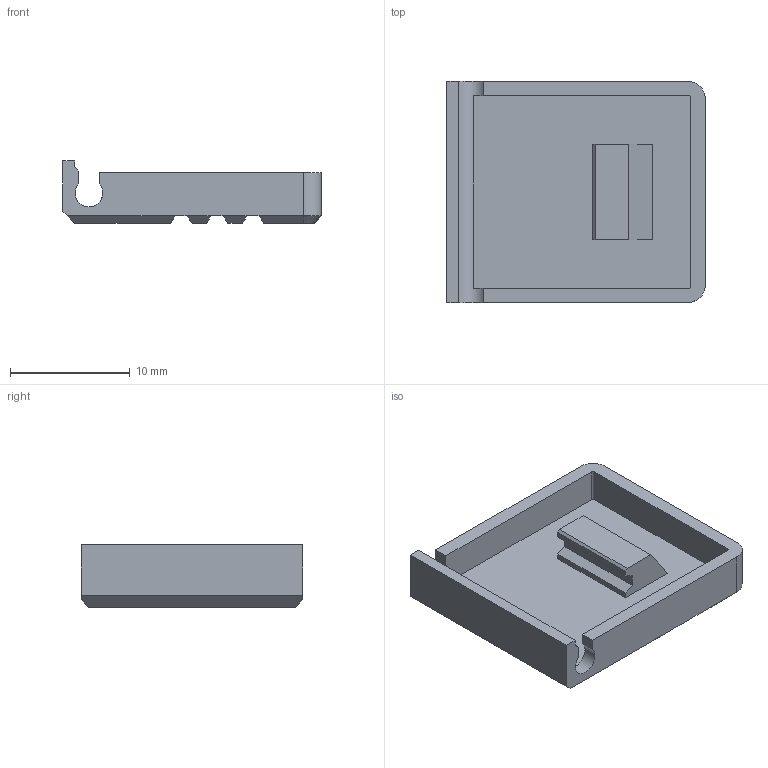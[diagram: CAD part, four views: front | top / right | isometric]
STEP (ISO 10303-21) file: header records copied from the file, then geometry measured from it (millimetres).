
FILE_DESCRIPTION(('Open CASCADE Model'),'2;1');
FILE_NAME('cap','0000-00-00T00:00:00',('Author'),('Open CASCADE'), 'Open CASCADE STEP processor 7.8','build123d','Unknown');
FILE_SCHEMA(('AUTOMOTIVE_DESIGN { 1 0 10303 214 1 1 1 1 }'));
Length unit declared in the file: millimetre
Products named in the file (1): cap
Bounding box: 21.6 x 18.5 x 5.2 mm (x, y, z)
Volume: 823.8 mm3; surface area: 1417.5 mm2
Topology: 1 solids, 1 shells, 55 faces, 140 edges, 88 vertices
Faces by surface type: plane 48, cylinder 5, cone 2
Entity records: 3416 total; most frequent: CARTESIAN_POINT 634, DIRECTION 491, LINE 342, VECTOR 342, ORIENTED_EDGE 280, PCURVE 280, DEFINITIONAL_REPRESENTATION 280, EDGE_CURVE 140
